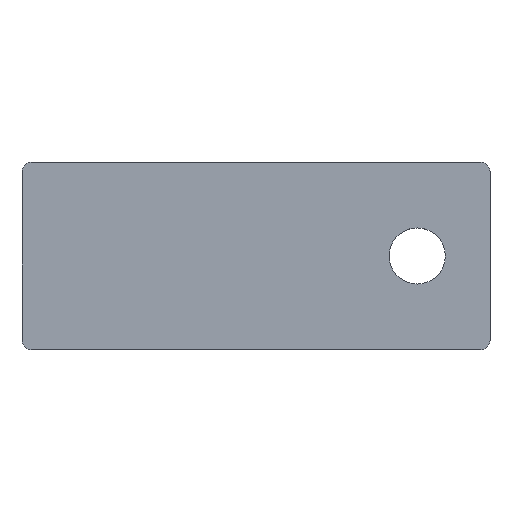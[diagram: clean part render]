
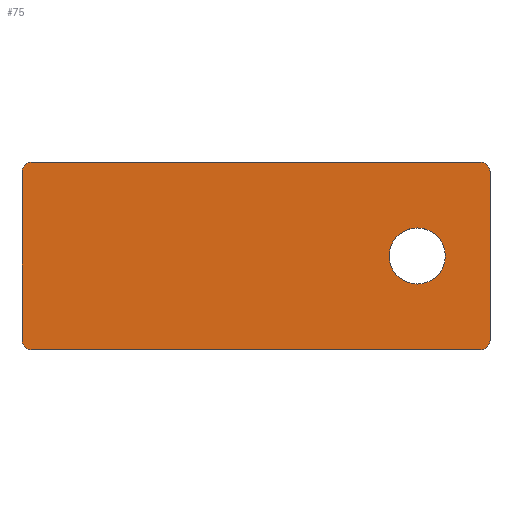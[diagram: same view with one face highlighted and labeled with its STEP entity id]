
A CAD part, top view. The second image highlights one B-rep face of the part: STEP entity #75.
In plain terms, the highlighted planar face has unit normal (0, 0, 1).
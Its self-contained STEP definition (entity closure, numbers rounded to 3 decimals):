
#39 = EDGE_CURVE('',#40,#42,#44,.T.);
#40 = VERTEX_POINT('',#41);
#41 = CARTESIAN_POINT('',(-10.,-9.,3.));
#42 = VERTEX_POINT('',#43);
#43 = CARTESIAN_POINT('',(-10.,9.,3.));
#44 = LINE('',#45,#46);
#45 = CARTESIAN_POINT('',(-10.,-10.,3.));
#46 = VECTOR('',#47,1.);
#47 = DIRECTION('',(0.,1.,0.));
#75 = ADVANCED_FACE('',(#76,#137),#148,.T.);
#76 = FACE_BOUND('',#77,.T.);
#77 = EDGE_LOOP('',(#78,#79,#88,#96,#105,#113,#122,#130));
#78 = ORIENTED_EDGE('',*,*,#39,.F.);
#79 = ORIENTED_EDGE('',*,*,#80,.T.);
#80 = EDGE_CURVE('',#40,#81,#83,.T.);
#81 = VERTEX_POINT('',#82);
#82 = CARTESIAN_POINT('',(-9.,-10.,3.));
#83 = CIRCLE('',#84,1.);
#84 = AXIS2_PLACEMENT_3D('',#85,#86,#87);
#85 = CARTESIAN_POINT('',(-9.,-9.,3.));
#86 = DIRECTION('',(0.,0.,1.));
#87 = DIRECTION('',(0.,-1.,0.));
#88 = ORIENTED_EDGE('',*,*,#89,.T.);
#89 = EDGE_CURVE('',#81,#90,#92,.T.);
#90 = VERTEX_POINT('',#91);
#91 = CARTESIAN_POINT('',(39.,-10.,3.));
#92 = LINE('',#93,#94);
#93 = CARTESIAN_POINT('',(-10.,-10.,3.));
#94 = VECTOR('',#95,1.);
#95 = DIRECTION('',(1.,0.,0.));
#96 = ORIENTED_EDGE('',*,*,#97,.T.);
#97 = EDGE_CURVE('',#90,#98,#100,.T.);
#98 = VERTEX_POINT('',#99);
#99 = CARTESIAN_POINT('',(40.,-9.,3.));
#100 = CIRCLE('',#101,1.);
#101 = AXIS2_PLACEMENT_3D('',#102,#103,#104);
#102 = CARTESIAN_POINT('',(39.,-9.,3.));
#103 = DIRECTION('',(0.,0.,1.));
#104 = DIRECTION('',(0.,-1.,0.));
#105 = ORIENTED_EDGE('',*,*,#106,.T.);
#106 = EDGE_CURVE('',#98,#107,#109,.T.);
#107 = VERTEX_POINT('',#108);
#108 = CARTESIAN_POINT('',(40.,9.,3.));
#109 = LINE('',#110,#111);
#110 = CARTESIAN_POINT('',(40.,-10.,3.));
#111 = VECTOR('',#112,1.);
#112 = DIRECTION('',(0.,1.,0.));
#113 = ORIENTED_EDGE('',*,*,#114,.F.);
#114 = EDGE_CURVE('',#115,#107,#117,.T.);
#115 = VERTEX_POINT('',#116);
#116 = CARTESIAN_POINT('',(39.,10.,3.));
#117 = CIRCLE('',#118,1.);
#118 = AXIS2_PLACEMENT_3D('',#119,#120,#121);
#119 = CARTESIAN_POINT('',(39.,9.,3.));
#120 = DIRECTION('',(-0.,-0.,-1.));
#121 = DIRECTION('',(0.,-1.,0.));
#122 = ORIENTED_EDGE('',*,*,#123,.F.);
#123 = EDGE_CURVE('',#124,#115,#126,.T.);
#124 = VERTEX_POINT('',#125);
#125 = CARTESIAN_POINT('',(-9.,10.,3.));
#126 = LINE('',#127,#128);
#127 = CARTESIAN_POINT('',(-10.,10.,3.));
#128 = VECTOR('',#129,1.);
#129 = DIRECTION('',(1.,0.,0.));
#130 = ORIENTED_EDGE('',*,*,#131,.F.);
#131 = EDGE_CURVE('',#42,#124,#132,.T.);
#132 = CIRCLE('',#133,1.);
#133 = AXIS2_PLACEMENT_3D('',#134,#135,#136);
#134 = CARTESIAN_POINT('',(-9.,9.,3.));
#135 = DIRECTION('',(-0.,-0.,-1.));
#136 = DIRECTION('',(0.,-1.,0.));
#137 = FACE_BOUND('',#138,.T.);
#138 = EDGE_LOOP('',(#139));
#139 = ORIENTED_EDGE('',*,*,#140,.F.);
#140 = EDGE_CURVE('',#141,#141,#143,.T.);
#141 = VERTEX_POINT('',#142);
#142 = CARTESIAN_POINT('',(35.225,0.,3.));
#143 = CIRCLE('',#144,3.);
#144 = AXIS2_PLACEMENT_3D('',#145,#146,#147);
#145 = CARTESIAN_POINT('',(32.225,0.,3.));
#146 = DIRECTION('',(0.,0.,1.));
#147 = DIRECTION('',(1.,0.,0.));
#148 = PLANE('',#149);
#149 = AXIS2_PLACEMENT_3D('',#150,#151,#152);
#150 = CARTESIAN_POINT('',(-10.,-10.,3.));
#151 = DIRECTION('',(0.,0.,1.));
#152 = DIRECTION('',(1.,0.,0.));
